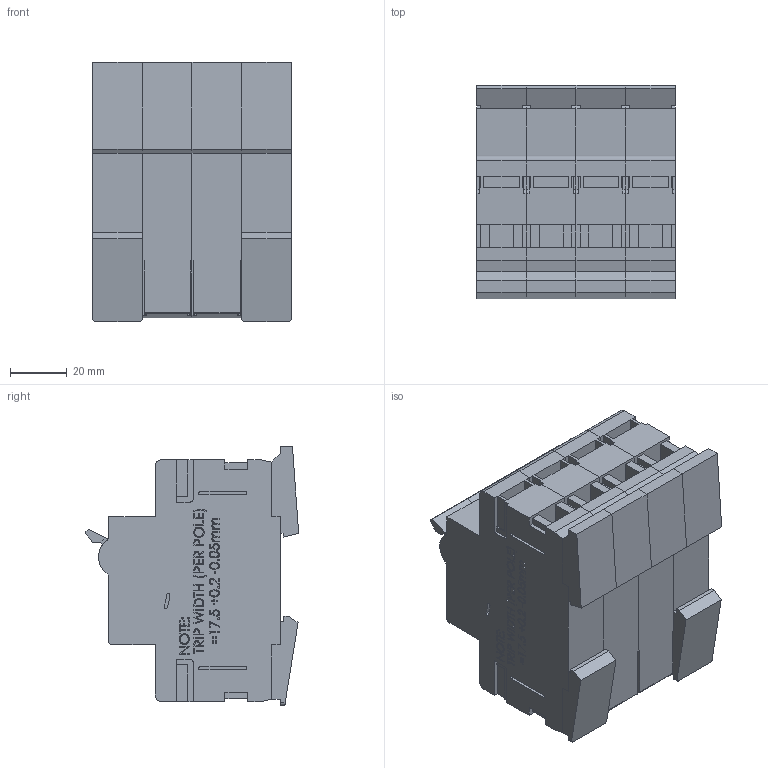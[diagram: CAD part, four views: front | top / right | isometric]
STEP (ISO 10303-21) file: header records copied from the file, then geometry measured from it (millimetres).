
FILE_DESCRIPTION (( 'STEP AP214' ), '1' );
FILE_NAME ('Techna Jtec 4 Pole.STEP', '2020-05-21T10:09:10', ( '' ), ( '' ), 'SwSTEP 2.0', 'SolidWorks 2020', '' );
FILE_SCHEMA (( 'AUTOMOTIVE_DESIGN' ));
Length unit declared in the file: millimetre
Products named in the file (3): Jtec_DIN Clip 1; Jtec_2 DIN Clips; Techna Jtec 4 Pole
Assembly tree (4 placements, depth 2):
  Techna Jtec 4 Pole
    Jtec_2 DIN Clips  x2
    Jtec_DIN Clip 1  x2
Bounding box: 70 x 75.18 x 91.27 mm (x, y, z)
Volume: 322207.1 mm3; surface area: 77670.7 mm2
Topology: 10 solids, 10 shells, 3158 faces, 8512 edges, 5664 vertices
Faces by surface type: plane 2132, bspline 626, cylinder 392, sphere 8
Entity records: 72241 total; most frequent: CARTESIAN_POINT 29341, ORIENTED_EDGE 8496, DIRECTION 6608, EDGE_CURVE 4248, VECTOR 3178, LINE 3178, VERTEX_POINT 2828, EDGE_LOOP 1728
